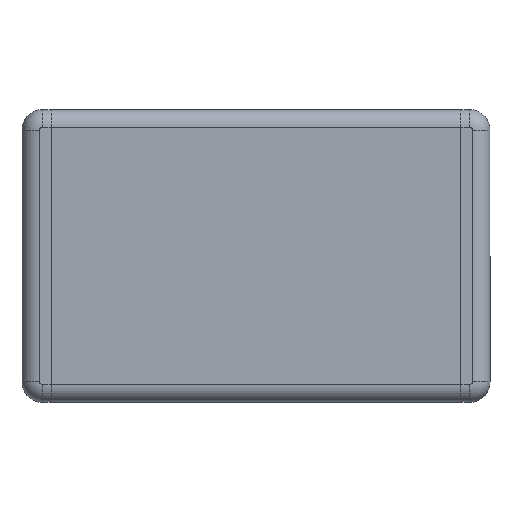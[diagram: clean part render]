
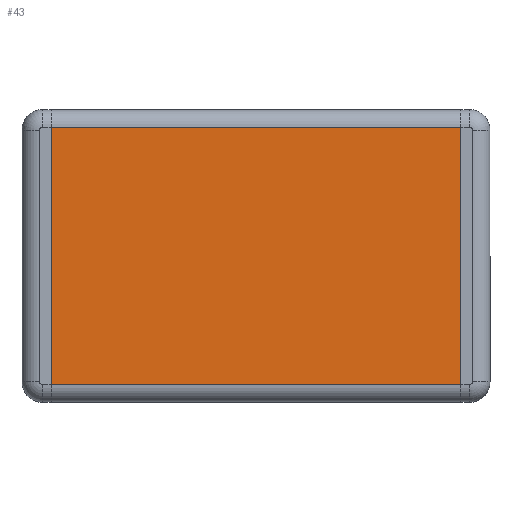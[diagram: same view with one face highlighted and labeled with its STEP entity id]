
A CAD part, top view. The second image highlights one B-rep face of the part: STEP entity #43.
In plain terms, the highlighted planar face has unit normal (0, 0, 1).
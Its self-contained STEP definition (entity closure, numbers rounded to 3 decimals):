
#42 = ORIENTED_EDGE ( 'NONE', *, *, #1102, .T. ) ;
#43 = ADVANCED_FACE ( 'NONE', ( #415 ), #1501, .F. ) ;
#99 = ORIENTED_EDGE ( 'NONE', *, *, #357, .T. ) ;
#127 = VERTEX_POINT ( 'NONE', #544 ) ;
#184 = VERTEX_POINT ( 'NONE', #406 ) ;
#197 = CARTESIAN_POINT ( 'NONE',  ( 3.5, -2.5, 2.03 ) ) ;
#215 = LINE ( 'NONE', #233, #1228 ) ;
#233 = CARTESIAN_POINT ( 'NONE',  ( 0., 2.2, 2.03 ) ) ;
#237 = CARTESIAN_POINT ( 'NONE',  ( -3.5, -2.5, 2.03 ) ) ;
#238 = VECTOR ( 'NONE', #1622, 1000. ) ;
#254 = CARTESIAN_POINT ( 'NONE',  ( 0., 0., 2.03 ) ) ;
#332 = ORIENTED_EDGE ( 'NONE', *, *, #860, .T. ) ;
#357 = EDGE_CURVE ( 'NONE', #184, #1396, #456, .T. ) ;
#406 = CARTESIAN_POINT ( 'NONE',  ( -3.5, 2.2, 2.03 ) ) ;
#415 = FACE_OUTER_BOUND ( 'NONE', #1012, .T. ) ;
#421 = CARTESIAN_POINT ( 'NONE',  ( 0., -2.2, 2.03 ) ) ;
#456 = LINE ( 'NONE', #237, #238 ) ;
#514 = DIRECTION ( 'NONE',  ( 0., 0., -1. ) ) ;
#544 = CARTESIAN_POINT ( 'NONE',  ( 3.5, 2.2, 2.03 ) ) ;
#711 = DIRECTION ( 'NONE',  ( 0., 1., 0. ) ) ;
#858 = LINE ( 'NONE', #421, #1480 ) ;
#860 = EDGE_CURVE ( 'NONE', #1396, #1108, #858, .T. ) ;
#874 = DIRECTION ( 'NONE',  ( -1., 0., 0. ) ) ;
#933 = ORIENTED_EDGE ( 'NONE', *, *, #1296, .T. ) ;
#990 = VECTOR ( 'NONE', #711, 1000. ) ;
#1012 = EDGE_LOOP ( 'NONE', ( #99, #332, #933, #42 ) ) ;
#1102 = EDGE_CURVE ( 'NONE', #127, #184, #215, .T. ) ;
#1108 = VERTEX_POINT ( 'NONE', #1282 ) ;
#1151 = DIRECTION ( 'NONE',  ( -1., 0., 0. ) ) ;
#1228 = VECTOR ( 'NONE', #874, 1000. ) ;
#1257 = CARTESIAN_POINT ( 'NONE',  ( -3.5, -2.2, 2.03 ) ) ;
#1282 = CARTESIAN_POINT ( 'NONE',  ( 3.5, -2.2, 2.03 ) ) ;
#1296 = EDGE_CURVE ( 'NONE', #1108, #127, #1475, .T. ) ;
#1368 = AXIS2_PLACEMENT_3D ( 'NONE', #254, #514, #1151 ) ;
#1396 = VERTEX_POINT ( 'NONE', #1257 ) ;
#1446 = DIRECTION ( 'NONE',  ( 1., 0., 0. ) ) ;
#1475 = LINE ( 'NONE', #197, #990 ) ;
#1480 = VECTOR ( 'NONE', #1446, 1000. ) ;
#1501 = PLANE ( 'NONE',  #1368 ) ;
#1622 = DIRECTION ( 'NONE',  ( 0., -1., 0. ) ) ;
